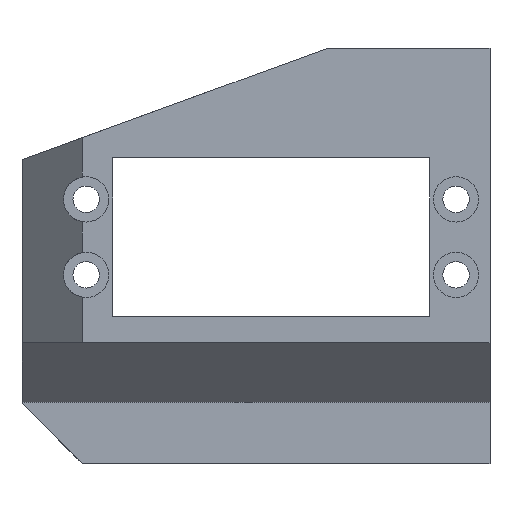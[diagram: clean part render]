
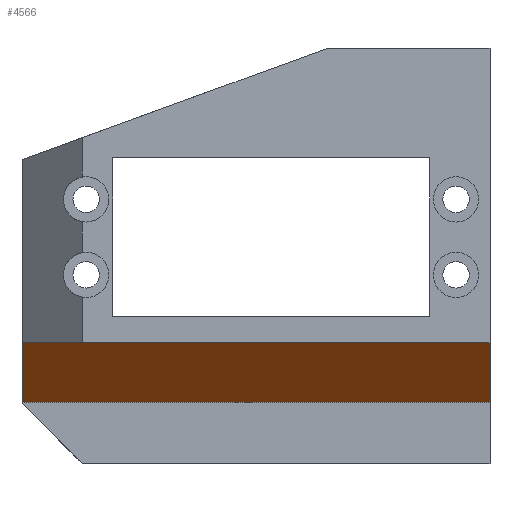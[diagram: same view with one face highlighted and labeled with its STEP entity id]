
A CAD part, front view. The second image highlights one B-rep face of the part: STEP entity #4566.
In plain terms, the highlighted planar face has unit normal (0, -0.707, -0.707).
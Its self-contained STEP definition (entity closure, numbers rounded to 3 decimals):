
#913 = PLANE('',#914);
#914 = AXIS2_PLACEMENT_3D('',#915,#916,#917);
#915 = CARTESIAN_POINT('',(36.,-25.,146.));
#916 = DIRECTION('',(1.,0.,0.));
#917 = DIRECTION('',(0.,0.,1.));
#1415 = VERTEX_POINT('',#1416);
#1416 = CARTESIAN_POINT('',(36.,-32.9,162.));
#1430 = PLANE('',#1431);
#1431 = AXIS2_PLACEMENT_3D('',#1432,#1433,#1434);
#1432 = CARTESIAN_POINT('',(-26.,-68.,162.));
#1433 = DIRECTION('',(0.,0.,1.));
#1434 = DIRECTION('',(1.,0.,0.));
#2012 = VERTEX_POINT('',#2013);
#2013 = CARTESIAN_POINT('',(36.,-25.,154.1));
#2027 = PLANE('',#2028);
#2028 = AXIS2_PLACEMENT_3D('',#2029,#2030,#2031);
#2029 = CARTESIAN_POINT('',(-26.,-25.,146.));
#2030 = DIRECTION('',(0.,1.,0.));
#2031 = DIRECTION('',(0.,0.,1.));
#2240 = EDGE_CURVE('',#1415,#2012,#2241,.T.);
#2241 = SURFACE_CURVE('',#2242,(#2246,#2253),.PCURVE_S1.);
#2242 = LINE('',#2243,#2244);
#2243 = CARTESIAN_POINT('',(36.,-24.95,154.05));
#2244 = VECTOR('',#2245,1.);
#2245 = DIRECTION('',(0.,0.707,-0.707));
#2246 = PCURVE('',#913,#2247);
#2247 = DEFINITIONAL_REPRESENTATION('',(#2248),#2252);
#2248 = LINE('',#2249,#2250);
#2249 = CARTESIAN_POINT('',(8.05,-0.05));
#2250 = VECTOR('',#2251,1.);
#2251 = DIRECTION('',(-0.707,-0.707));
#2252 = ( GEOMETRIC_REPRESENTATION_CONTEXT(2) 
PARAMETRIC_REPRESENTATION_CONTEXT() REPRESENTATION_CONTEXT('2D SPACE',''
  ) );
#2253 = PCURVE('',#2254,#2259);
#2254 = PLANE('',#2255);
#2255 = AXIS2_PLACEMENT_3D('',#2256,#2257,#2258);
#2256 = CARTESIAN_POINT('',(36.,-28.95,158.05));
#2257 = DIRECTION('',(0.,0.707,0.707));
#2258 = DIRECTION('',(1.,0.,0.));
#2259 = DEFINITIONAL_REPRESENTATION('',(#2260),#2264);
#2260 = LINE('',#2261,#2262);
#2261 = CARTESIAN_POINT('',(-0.,5.657));
#2262 = VECTOR('',#2263,1.);
#2263 = DIRECTION('',(-0.,1.));
#2264 = ( GEOMETRIC_REPRESENTATION_CONTEXT(2) 
PARAMETRIC_REPRESENTATION_CONTEXT() REPRESENTATION_CONTEXT('2D SPACE',''
  ) );
#3625 = VERTEX_POINT('',#3626);
#3626 = CARTESIAN_POINT('',(-26.,-32.9,162.));
#3663 = PLANE('',#3664);
#3664 = AXIS2_PLACEMENT_3D('',#3665,#3666,#3667);
#3665 = CARTESIAN_POINT('',(-26.,-25.,146.));
#3666 = DIRECTION('',(1.,0.,0.));
#3667 = DIRECTION('',(0.,0.,1.));
#3906 = EDGE_CURVE('',#1415,#3625,#3907,.T.);
#3907 = SURFACE_CURVE('',#3908,(#3912,#3919),.PCURVE_S1.);
#3908 = LINE('',#3909,#3910);
#3909 = CARTESIAN_POINT('',(36.,-32.9,162.));
#3910 = VECTOR('',#3911,1.);
#3911 = DIRECTION('',(-1.,0.,0.));
#3912 = PCURVE('',#1430,#3913);
#3913 = DEFINITIONAL_REPRESENTATION('',(#3914),#3918);
#3914 = LINE('',#3915,#3916);
#3915 = CARTESIAN_POINT('',(62.,35.1));
#3916 = VECTOR('',#3917,1.);
#3917 = DIRECTION('',(-1.,0.));
#3918 = ( GEOMETRIC_REPRESENTATION_CONTEXT(2) 
PARAMETRIC_REPRESENTATION_CONTEXT() REPRESENTATION_CONTEXT('2D SPACE',''
  ) );
#3919 = PCURVE('',#2254,#3920);
#3920 = DEFINITIONAL_REPRESENTATION('',(#3921),#3925);
#3921 = LINE('',#3922,#3923);
#3922 = CARTESIAN_POINT('',(-0.,-5.586));
#3923 = VECTOR('',#3924,1.);
#3924 = DIRECTION('',(-1.,0.));
#3925 = ( GEOMETRIC_REPRESENTATION_CONTEXT(2) 
PARAMETRIC_REPRESENTATION_CONTEXT() REPRESENTATION_CONTEXT('2D SPACE',''
  ) );
#4474 = VERTEX_POINT('',#4475);
#4475 = CARTESIAN_POINT('',(-26.,-25.,154.1));
#4496 = EDGE_CURVE('',#2012,#4474,#4497,.T.);
#4497 = SURFACE_CURVE('',#4498,(#4502,#4509),.PCURVE_S1.);
#4498 = LINE('',#4499,#4500);
#4499 = CARTESIAN_POINT('',(36.,-25.,154.1));
#4500 = VECTOR('',#4501,1.);
#4501 = DIRECTION('',(-1.,0.,0.));
#4502 = PCURVE('',#2027,#4503);
#4503 = DEFINITIONAL_REPRESENTATION('',(#4504),#4508);
#4504 = LINE('',#4505,#4506);
#4505 = CARTESIAN_POINT('',(8.1,62.));
#4506 = VECTOR('',#4507,1.);
#4507 = DIRECTION('',(0.,-1.));
#4508 = ( GEOMETRIC_REPRESENTATION_CONTEXT(2) 
PARAMETRIC_REPRESENTATION_CONTEXT() REPRESENTATION_CONTEXT('2D SPACE',''
  ) );
#4509 = PCURVE('',#2254,#4510);
#4510 = DEFINITIONAL_REPRESENTATION('',(#4511),#4515);
#4511 = LINE('',#4512,#4513);
#4512 = CARTESIAN_POINT('',(-0.,5.586));
#4513 = VECTOR('',#4514,1.);
#4514 = DIRECTION('',(-1.,0.));
#4515 = ( GEOMETRIC_REPRESENTATION_CONTEXT(2) 
PARAMETRIC_REPRESENTATION_CONTEXT() REPRESENTATION_CONTEXT('2D SPACE',''
  ) );
#4566 = ADVANCED_FACE('',(#4567),#2254,.F.);
#4567 = FACE_BOUND('',#4568,.T.);
#4568 = EDGE_LOOP('',(#4569,#4570,#4571,#4592));
#4569 = ORIENTED_EDGE('',*,*,#2240,.F.);
#4570 = ORIENTED_EDGE('',*,*,#3906,.T.);
#4571 = ORIENTED_EDGE('',*,*,#4572,.T.);
#4572 = EDGE_CURVE('',#3625,#4474,#4573,.T.);
#4573 = SURFACE_CURVE('',#4574,(#4578,#4585),.PCURVE_S1.);
#4574 = LINE('',#4575,#4576);
#4575 = CARTESIAN_POINT('',(-26.,-24.95,154.05));
#4576 = VECTOR('',#4577,1.);
#4577 = DIRECTION('',(0.,0.707,-0.707));
#4578 = PCURVE('',#2254,#4579);
#4579 = DEFINITIONAL_REPRESENTATION('',(#4580),#4584);
#4580 = LINE('',#4581,#4582);
#4581 = CARTESIAN_POINT('',(-62.,5.657));
#4582 = VECTOR('',#4583,1.);
#4583 = DIRECTION('',(-0.,1.));
#4584 = ( GEOMETRIC_REPRESENTATION_CONTEXT(2) 
PARAMETRIC_REPRESENTATION_CONTEXT() REPRESENTATION_CONTEXT('2D SPACE',''
  ) );
#4585 = PCURVE('',#3663,#4586);
#4586 = DEFINITIONAL_REPRESENTATION('',(#4587),#4591);
#4587 = LINE('',#4588,#4589);
#4588 = CARTESIAN_POINT('',(8.05,-0.05));
#4589 = VECTOR('',#4590,1.);
#4590 = DIRECTION('',(-0.707,-0.707));
#4591 = ( GEOMETRIC_REPRESENTATION_CONTEXT(2) 
PARAMETRIC_REPRESENTATION_CONTEXT() REPRESENTATION_CONTEXT('2D SPACE',''
  ) );
#4592 = ORIENTED_EDGE('',*,*,#4496,.F.);
